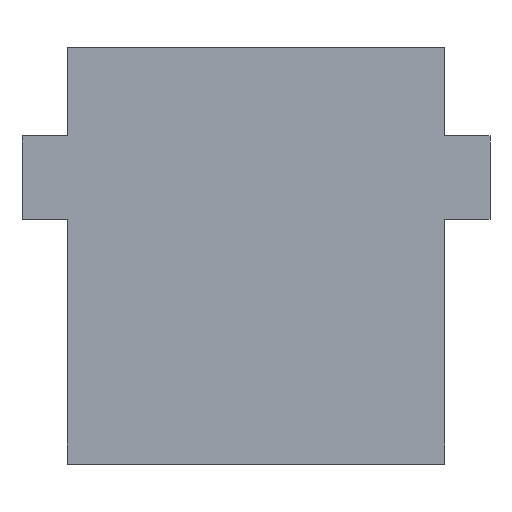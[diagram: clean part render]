
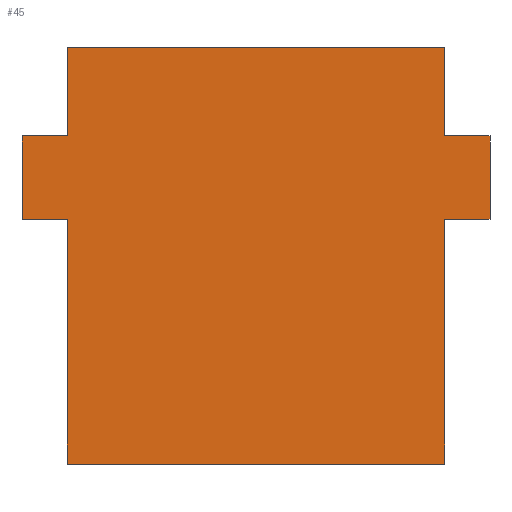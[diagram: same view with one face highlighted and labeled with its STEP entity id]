
A CAD part, front view. The second image highlights one B-rep face of the part: STEP entity #45.
In plain terms, the highlighted planar face has unit normal (0, -1, 0).
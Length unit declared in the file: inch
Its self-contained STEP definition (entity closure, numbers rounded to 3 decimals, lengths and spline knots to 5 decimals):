
#6 = ORIENTED_EDGE ( 'NONE', *, *, #115, .F. ) ;
#15 = VERTEX_POINT ( 'NONE', #208 ) ;
#18 = CARTESIAN_POINT ( 'NONE',  ( -0.313, -0.235, -0.284 ) ) ;
#22 = LINE ( 'NONE', #18, #134 ) ;
#23 = DIRECTION ( 'NONE',  ( 1., 0., 0. ) ) ;
#27 = DIRECTION ( 'NONE',  ( -1., 0., 0. ) ) ;
#40 = VERTEX_POINT ( 'NONE', #561 ) ;
#41 = VERTEX_POINT ( 'NONE', #423 ) ;
#43 = LINE ( 'NONE', #127, #260 ) ;
#45 = ADVANCED_FACE ( 'NONE', ( #578 ), #214, .T. ) ;
#56 = CARTESIAN_POINT ( 'NONE',  ( -0.313, -0.235, -0.146 ) ) ;
#64 = VECTOR ( 'NONE', #599, 39.37008 ) ;
#72 = VECTOR ( 'NONE', #183, 39.37008 ) ;
#79 = LINE ( 'NONE', #476, #293 ) ;
#83 = CARTESIAN_POINT ( 'NONE',  ( -0.313, -0.235, -0.69 ) ) ;
#86 = ORIENTED_EDGE ( 'NONE', *, *, #140, .F. ) ;
#87 = EDGE_CURVE ( 'NONE', #233, #420, #194, .T. ) ;
#115 = EDGE_CURVE ( 'NONE', #540, #41, #268, .T. ) ;
#116 = CARTESIAN_POINT ( 'NONE',  ( -0.313, -0.235, 0. ) ) ;
#127 = CARTESIAN_POINT ( 'NONE',  ( 0.388, -0.235, -0.146 ) ) ;
#134 = VECTOR ( 'NONE', #23, 39.37008 ) ;
#140 = EDGE_CURVE ( 'NONE', #40, #314, #43, .T. ) ;
#150 = VECTOR ( 'NONE', #524, 39.37008 ) ;
#153 = CARTESIAN_POINT ( 'NONE',  ( -0.313, -0.235, -0.69 ) ) ;
#155 = CARTESIAN_POINT ( 'NONE',  ( 0.313, -0.235, -0.146 ) ) ;
#158 = LINE ( 'NONE', #505, #252 ) ;
#159 = DIRECTION ( 'NONE',  ( 0., 0., 1. ) ) ;
#169 = CARTESIAN_POINT ( 'NONE',  ( -0.313, -0.235, -0.69 ) ) ;
#183 = DIRECTION ( 'NONE',  ( -1., 0., 0. ) ) ;
#187 = DIRECTION ( 'NONE',  ( 0., 0., 1. ) ) ;
#193 = LINE ( 'NONE', #562, #64 ) ;
#194 = LINE ( 'NONE', #278, #606 ) ;
#198 = LINE ( 'NONE', #613, #72 ) ;
#208 = CARTESIAN_POINT ( 'NONE',  ( 0.313, -0.235, -0.69 ) ) ;
#214 = PLANE ( 'NONE',  #576 ) ;
#217 = EDGE_CURVE ( 'NONE', #314, #560, #198, .T. ) ;
#228 = CARTESIAN_POINT ( 'NONE',  ( 0.313, -0.235, -0.146 ) ) ;
#233 = VERTEX_POINT ( 'NONE', #56 ) ;
#234 = DIRECTION ( 'NONE',  ( 0., 0., 1. ) ) ;
#245 = EDGE_CURVE ( 'NONE', #540, #15, #193, .T. ) ;
#247 = LINE ( 'NONE', #228, #335 ) ;
#251 = EDGE_CURVE ( 'NONE', #420, #265, #445, .T. ) ;
#252 = VECTOR ( 'NONE', #159, 39.37008 ) ;
#254 = EDGE_CURVE ( 'NONE', #233, #376, #79, .T. ) ;
#255 = ORIENTED_EDGE ( 'NONE', *, *, #259, .F. ) ;
#259 = EDGE_CURVE ( 'NONE', #446, #40, #247, .T. ) ;
#260 = VECTOR ( 'NONE', #483, 39.37008 ) ;
#265 = VERTEX_POINT ( 'NONE', #375 ) ;
#268 = LINE ( 'NONE', #83, #569 ) ;
#278 = CARTESIAN_POINT ( 'NONE',  ( -0.313, -0.235, -0.69 ) ) ;
#280 = EDGE_CURVE ( 'NONE', #446, #265, #518, .T. ) ;
#283 = DIRECTION ( 'NONE',  ( 0., 0., -1. ) ) ;
#293 = VECTOR ( 'NONE', #27, 39.37008 ) ;
#296 = ORIENTED_EDGE ( 'NONE', *, *, #251, .F. ) ;
#303 = LINE ( 'NONE', #387, #150 ) ;
#312 = VECTOR ( 'NONE', #475, 39.37008 ) ;
#314 = VERTEX_POINT ( 'NONE', #513 ) ;
#317 = ORIENTED_EDGE ( 'NONE', *, *, #371, .T. ) ;
#335 = VECTOR ( 'NONE', #597, 39.37008 ) ;
#360 = ORIENTED_EDGE ( 'NONE', *, *, #217, .F. ) ;
#371 = EDGE_CURVE ( 'NONE', #376, #532, #303, .T. ) ;
#375 = CARTESIAN_POINT ( 'NONE',  ( 0.313, -0.235, 0. ) ) ;
#376 = VERTEX_POINT ( 'NONE', #477 ) ;
#387 = CARTESIAN_POINT ( 'NONE',  ( -0.388, -0.235, -0.146 ) ) ;
#415 = ORIENTED_EDGE ( 'NONE', *, *, #451, .T. ) ;
#420 = VERTEX_POINT ( 'NONE', #434 ) ;
#421 = DIRECTION ( 'NONE',  ( 0., -1., 0. ) ) ;
#423 = CARTESIAN_POINT ( 'NONE',  ( -0.313, -0.235, -0.284 ) ) ;
#434 = CARTESIAN_POINT ( 'NONE',  ( -0.313, -0.235, 0. ) ) ;
#442 = EDGE_CURVE ( 'NONE', #532, #41, #22, .T. ) ;
#445 = LINE ( 'NONE', #116, #566 ) ;
#446 = VERTEX_POINT ( 'NONE', #155 ) ;
#448 = ORIENTED_EDGE ( 'NONE', *, *, #254, .T. ) ;
#451 = EDGE_CURVE ( 'NONE', #15, #560, #158, .T. ) ;
#475 = DIRECTION ( 'NONE',  ( 0., 0., 1. ) ) ;
#476 = CARTESIAN_POINT ( 'NONE',  ( -0.313, -0.235, -0.146 ) ) ;
#477 = CARTESIAN_POINT ( 'NONE',  ( -0.388, -0.235, -0.146 ) ) ;
#479 = DIRECTION ( 'NONE',  ( 1., 0., 0. ) ) ;
#483 = DIRECTION ( 'NONE',  ( 0., 0., -1. ) ) ;
#500 = ORIENTED_EDGE ( 'NONE', *, *, #280, .T. ) ;
#505 = CARTESIAN_POINT ( 'NONE',  ( 0.313, -0.235, -0.69 ) ) ;
#513 = CARTESIAN_POINT ( 'NONE',  ( 0.388, -0.235, -0.284 ) ) ;
#518 = LINE ( 'NONE', #520, #312 ) ;
#520 = CARTESIAN_POINT ( 'NONE',  ( 0.313, -0.235, -0.69 ) ) ;
#524 = DIRECTION ( 'NONE',  ( 0., 0., -1. ) ) ;
#532 = VERTEX_POINT ( 'NONE', #583 ) ;
#540 = VERTEX_POINT ( 'NONE', #153 ) ;
#548 = CARTESIAN_POINT ( 'NONE',  ( 0.313, -0.235, -0.284 ) ) ;
#560 = VERTEX_POINT ( 'NONE', #548 ) ;
#561 = CARTESIAN_POINT ( 'NONE',  ( 0.388, -0.235, -0.146 ) ) ;
#562 = CARTESIAN_POINT ( 'NONE',  ( -0.313, -0.235, -0.69 ) ) ;
#566 = VECTOR ( 'NONE', #479, 39.37008 ) ;
#569 = VECTOR ( 'NONE', #187, 39.37008 ) ;
#570 = ORIENTED_EDGE ( 'NONE', *, *, #442, .T. ) ;
#576 = AXIS2_PLACEMENT_3D ( 'NONE', #169, #421, #283 ) ;
#578 = FACE_OUTER_BOUND ( 'NONE', #609, .T. ) ;
#579 = ORIENTED_EDGE ( 'NONE', *, *, #245, .T. ) ;
#583 = CARTESIAN_POINT ( 'NONE',  ( -0.388, -0.235, -0.284 ) ) ;
#592 = ORIENTED_EDGE ( 'NONE', *, *, #87, .F. ) ;
#597 = DIRECTION ( 'NONE',  ( 1., 0., 0. ) ) ;
#599 = DIRECTION ( 'NONE',  ( 1., 0., 0. ) ) ;
#606 = VECTOR ( 'NONE', #234, 39.37008 ) ;
#609 = EDGE_LOOP ( 'NONE', ( #296, #592, #448, #317, #570, #6, #579, #415, #360, #86, #255, #500 ) ) ;
#613 = CARTESIAN_POINT ( 'NONE',  ( 0.313, -0.235, -0.284 ) ) ;
